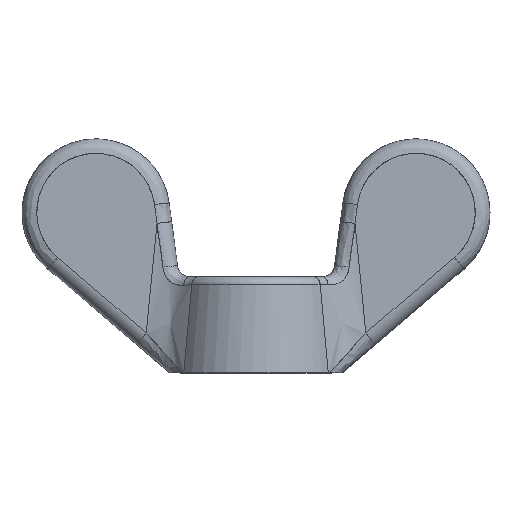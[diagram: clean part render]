
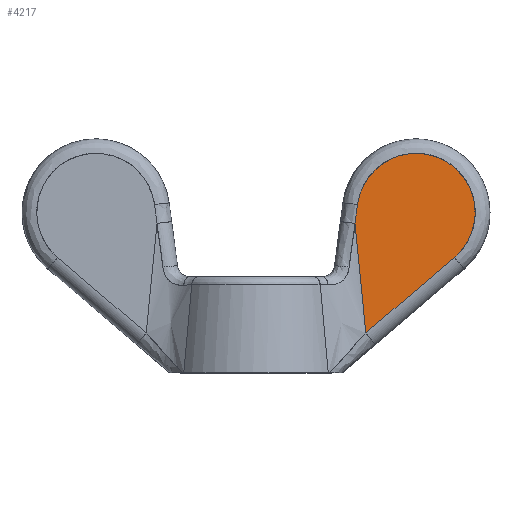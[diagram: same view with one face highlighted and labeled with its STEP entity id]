
A CAD part, top view. The second image highlights one B-rep face of the part: STEP entity #4217.
In plain terms, the highlighted free-form (B-spline) face has degree [1, 1] with [2, 2] control points.
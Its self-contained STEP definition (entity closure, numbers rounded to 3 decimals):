
#4217 = ADVANCED_FACE('',(#4218),#4372,.T.);
#4218 = FACE_BOUND('',#4219,.T.);
#4219 = EDGE_LOOP('',(#4220,#4229,#4237,#4246,#4254,#4262,#4270,#4278,
    #4286,#4294,#4302,#4310,#4318,#4326,#4334,#4342,#4350,#4358,#4366));
#4220 = ORIENTED_EDGE('',*,*,#4221,.T.);
#4221 = EDGE_CURVE('',#4222,#4224,#4226,.T.);
#4222 = VERTEX_POINT('',#4223);
#4223 = CARTESIAN_POINT('',(10.68,6.216,
    1.162));
#4224 = VERTEX_POINT('',#4225);
#4225 = CARTESIAN_POINT('',(5.908,2.147,1.269
    ));
#4226 = B_SPLINE_CURVE_WITH_KNOTS('',1,(#4227,#4228),.UNSPECIFIED.,.F.,
  .F.,(2,2),(0.,4.732),.PIECEWISE_BEZIER_KNOTS.);
#4227 = CARTESIAN_POINT('',(10.68,6.216,
    1.162));
#4228 = CARTESIAN_POINT('',(5.908,2.147,1.269
    ));
#4229 = ORIENTED_EDGE('',*,*,#4230,.T.);
#4230 = EDGE_CURVE('',#4224,#4231,#4233,.T.);
#4231 = VERTEX_POINT('',#4232);
#4232 = CARTESIAN_POINT('',(5.327,8.044,1.114
    ));
#4233 = B_SPLINE_CURVE_WITH_KNOTS('',2,(#4234,#4235,#4236),
  .UNSPECIFIED.,.F.,.F.,(3,3),(0.,1.),.PIECEWISE_BEZIER_KNOTS.);
#4234 = CARTESIAN_POINT('',(5.908,2.147,1.269
    ));
#4235 = CARTESIAN_POINT('',(5.604,5.248,1.187
    ));
#4236 = CARTESIAN_POINT('',(5.327,8.044,1.114
    ));
#4237 = ORIENTED_EDGE('',*,*,#4238,.T.);
#4238 = EDGE_CURVE('',#4231,#4239,#4241,.T.);
#4239 = VERTEX_POINT('',#4240);
#4240 = CARTESIAN_POINT('',(5.463,9.059,1.087)
  );
#4241 = B_SPLINE_CURVE_WITH_KNOTS('',3,(#4242,#4243,#4244,#4245),
  .UNSPECIFIED.,.F.,.F.,(4,4),(0.,1.),.PIECEWISE_BEZIER_KNOTS.);
#4242 = CARTESIAN_POINT('',(5.327,8.044,1.114
    ));
#4243 = CARTESIAN_POINT('',(5.372,8.383,1.105
    ));
#4244 = CARTESIAN_POINT('',(5.418,8.721,1.096
    ));
#4245 = CARTESIAN_POINT('',(5.463,9.059,1.087)
  );
#4246 = ORIENTED_EDGE('',*,*,#4247,.T.);
#4247 = EDGE_CURVE('',#4239,#4248,#4250,.T.);
#4248 = VERTEX_POINT('',#4249);
#4249 = CARTESIAN_POINT('',(5.656,9.802,1.068
    ));
#4250 = B_SPLINE_CURVE_WITH_KNOTS('',2,(#4251,#4252,#4253),
  .UNSPECIFIED.,.F.,.F.,(3,3),(0.,0.063),.PIECEWISE_BEZIER_KNOTS.);
#4251 = CARTESIAN_POINT('',(5.463,9.059,1.087
    ));
#4252 = CARTESIAN_POINT('',(5.514,9.441,1.077
    ));
#4253 = CARTESIAN_POINT('',(5.656,9.802,1.068
    ));
#4254 = ORIENTED_EDGE('',*,*,#4255,.T.);
#4255 = EDGE_CURVE('',#4248,#4256,#4258,.T.);
#4256 = VERTEX_POINT('',#4257);
#4257 = CARTESIAN_POINT('',(6.022,10.478,
    1.05));
#4258 = B_SPLINE_CURVE_WITH_KNOTS('',2,(#4259,#4260,#4261),
  .UNSPECIFIED.,.F.,.F.,(3,3),(0.063,0.125),
  .PIECEWISE_BEZIER_KNOTS.);
#4259 = CARTESIAN_POINT('',(5.656,9.802,1.068
    ));
#4260 = CARTESIAN_POINT('',(5.799,10.165,1.058
    ));
#4261 = CARTESIAN_POINT('',(6.022,10.478,
    1.05));
#4262 = ORIENTED_EDGE('',*,*,#4263,.T.);
#4263 = EDGE_CURVE('',#4256,#4264,#4266,.T.);
#4264 = VERTEX_POINT('',#4265);
#4265 = CARTESIAN_POINT('',(6.54,11.047,
    1.035));
#4266 = B_SPLINE_CURVE_WITH_KNOTS('',2,(#4267,#4268,#4269),
  .UNSPECIFIED.,.F.,.F.,(3,3),(0.125,0.188),.PIECEWISE_BEZIER_KNOTS.);
#4267 = CARTESIAN_POINT('',(6.022,10.478,
    1.05));
#4268 = CARTESIAN_POINT('',(6.245,10.793,
    1.042));
#4269 = CARTESIAN_POINT('',(6.54,11.047,
    1.035));
#4270 = ORIENTED_EDGE('',*,*,#4271,.T.);
#4271 = EDGE_CURVE('',#4264,#4272,#4274,.T.);
#4272 = VERTEX_POINT('',#4273);
#4273 = CARTESIAN_POINT('',(7.18,11.476,1.024
    ));
#4274 = B_SPLINE_CURVE_WITH_KNOTS('',2,(#4275,#4276,#4277),
  .UNSPECIFIED.,.F.,.F.,(3,3),(0.188,0.25),.PIECEWISE_BEZIER_KNOTS.);
#4275 = CARTESIAN_POINT('',(6.54,11.047,
    1.035));
#4276 = CARTESIAN_POINT('',(6.836,11.302,
    1.028));
#4277 = CARTESIAN_POINT('',(7.18,11.476,1.024
    ));
#4278 = ORIENTED_EDGE('',*,*,#4279,.T.);
#4279 = EDGE_CURVE('',#4272,#4280,#4282,.T.);
#4280 = VERTEX_POINT('',#4281);
#4281 = CARTESIAN_POINT('',(7.905,11.737,
    1.017));
#4282 = B_SPLINE_CURVE_WITH_KNOTS('',2,(#4283,#4284,#4285),
  .UNSPECIFIED.,.F.,.F.,(3,3),(0.25,0.313),.PIECEWISE_BEZIER_KNOTS.);
#4283 = CARTESIAN_POINT('',(7.18,11.476,1.024
    ));
#4284 = CARTESIAN_POINT('',(7.525,11.65,
    1.019));
#4285 = CARTESIAN_POINT('',(7.905,11.737,
    1.017));
#4286 = ORIENTED_EDGE('',*,*,#4287,.T.);
#4287 = EDGE_CURVE('',#4280,#4288,#4290,.T.);
#4288 = VERTEX_POINT('',#4289);
#4289 = CARTESIAN_POINT('',(8.671,11.818,1.015
    ));
#4290 = B_SPLINE_CURVE_WITH_KNOTS('',2,(#4291,#4292,#4293),
  .UNSPECIFIED.,.F.,.F.,(3,3),(0.313,0.375),.PIECEWISE_BEZIER_KNOTS.);
#4291 = CARTESIAN_POINT('',(7.905,11.737,
    1.017));
#4292 = CARTESIAN_POINT('',(8.286,11.825,
    1.014));
#4293 = CARTESIAN_POINT('',(8.671,11.818,1.015
    ));
#4294 = ORIENTED_EDGE('',*,*,#4295,.T.);
#4295 = EDGE_CURVE('',#4288,#4296,#4298,.T.);
#4296 = VERTEX_POINT('',#4297);
#4297 = CARTESIAN_POINT('',(9.435,11.711,
    1.017));
#4298 = B_SPLINE_CURVE_WITH_KNOTS('',2,(#4299,#4300,#4301),
  .UNSPECIFIED.,.F.,.F.,(3,3),(0.375,0.438),.PIECEWISE_BEZIER_KNOTS.);
#4299 = CARTESIAN_POINT('',(8.671,11.818,1.015
    ));
#4300 = CARTESIAN_POINT('',(9.058,11.811,
    1.015));
#4301 = CARTESIAN_POINT('',(9.435,11.711,
    1.017));
#4302 = ORIENTED_EDGE('',*,*,#4303,.T.);
#4303 = EDGE_CURVE('',#4296,#4304,#4306,.T.);
#4304 = VERTEX_POINT('',#4305);
#4305 = CARTESIAN_POINT('',(10.15,11.424,
    1.025));
#4306 = B_SPLINE_CURVE_WITH_KNOTS('',2,(#4307,#4308,#4309),
  .UNSPECIFIED.,.F.,.F.,(3,3),(0.438,0.5),.PIECEWISE_BEZIER_KNOTS.);
#4307 = CARTESIAN_POINT('',(9.435,11.711,
    1.017));
#4308 = CARTESIAN_POINT('',(9.812,11.61,
    1.02));
#4309 = CARTESIAN_POINT('',(10.15,11.424,
    1.025));
#4310 = ORIENTED_EDGE('',*,*,#4311,.T.);
#4311 = EDGE_CURVE('',#4304,#4312,#4314,.T.);
#4312 = VERTEX_POINT('',#4313);
#4313 = CARTESIAN_POINT('',(10.775,10.974,
    1.037));
#4314 = B_SPLINE_CURVE_WITH_KNOTS('',2,(#4315,#4316,#4317),
  .UNSPECIFIED.,.F.,.F.,(3,3),(0.5,0.563),.PIECEWISE_BEZIER_KNOTS.);
#4315 = CARTESIAN_POINT('',(10.15,11.424,
    1.025));
#4316 = CARTESIAN_POINT('',(10.489,11.238,
    1.03));
#4317 = CARTESIAN_POINT('',(10.775,10.974,
    1.037));
#4318 = ORIENTED_EDGE('',*,*,#4319,.T.);
#4319 = EDGE_CURVE('',#4312,#4320,#4322,.T.);
#4320 = VERTEX_POINT('',#4321);
#4321 = CARTESIAN_POINT('',(11.273,10.387,
    1.052));
#4322 = B_SPLINE_CURVE_WITH_KNOTS('',2,(#4323,#4324,#4325),
  .UNSPECIFIED.,.F.,.F.,(3,3),(0.563,0.625),.PIECEWISE_BEZIER_KNOTS.);
#4323 = CARTESIAN_POINT('',(10.775,10.974,
    1.037));
#4324 = CARTESIAN_POINT('',(11.061,10.709,
    1.044));
#4325 = CARTESIAN_POINT('',(11.273,10.387,
    1.052));
#4326 = ORIENTED_EDGE('',*,*,#4327,.T.);
#4327 = EDGE_CURVE('',#4320,#4328,#4330,.T.);
#4328 = VERTEX_POINT('',#4329);
#4329 = CARTESIAN_POINT('',(11.615,9.699,
    1.07));
#4330 = B_SPLINE_CURVE_WITH_KNOTS('',2,(#4331,#4332,#4333),
  .UNSPECIFIED.,.F.,.F.,(3,3),(0.625,0.688),.PIECEWISE_BEZIER_KNOTS.);
#4331 = CARTESIAN_POINT('',(11.273,10.387,
    1.052));
#4332 = CARTESIAN_POINT('',(11.485,10.065,
    1.061));
#4333 = CARTESIAN_POINT('',(11.615,9.699,
    1.07));
#4334 = ORIENTED_EDGE('',*,*,#4335,.T.);
#4335 = EDGE_CURVE('',#4328,#4336,#4338,.T.);
#4336 = VERTEX_POINT('',#4337);
#4337 = CARTESIAN_POINT('',(11.782,8.95,1.09
    ));
#4338 = B_SPLINE_CURVE_WITH_KNOTS('',2,(#4339,#4340,#4341),
  .UNSPECIFIED.,.F.,.F.,(3,3),(0.688,0.75),.PIECEWISE_BEZIER_KNOTS.);
#4339 = CARTESIAN_POINT('',(11.615,9.699,
    1.07));
#4340 = CARTESIAN_POINT('',(11.744,9.332,
    1.08));
#4341 = CARTESIAN_POINT('',(11.782,8.95,1.09
    ));
#4342 = ORIENTED_EDGE('',*,*,#4343,.T.);
#4343 = EDGE_CURVE('',#4336,#4344,#4346,.T.);
#4344 = VERTEX_POINT('',#4345);
#4345 = CARTESIAN_POINT('',(11.765,8.185,
    1.11));
#4346 = B_SPLINE_CURVE_WITH_KNOTS('',2,(#4347,#4348,#4349),
  .UNSPECIFIED.,.F.,.F.,(3,3),(0.75,0.813),.PIECEWISE_BEZIER_KNOTS.);
#4347 = CARTESIAN_POINT('',(11.782,8.95,1.09
    ));
#4348 = CARTESIAN_POINT('',(11.82,8.568,1.1
    ));
#4349 = CARTESIAN_POINT('',(11.765,8.185,
    1.11));
#4350 = ORIENTED_EDGE('',*,*,#4351,.T.);
#4351 = EDGE_CURVE('',#4344,#4352,#4354,.T.);
#4352 = VERTEX_POINT('',#4353);
#4353 = CARTESIAN_POINT('',(11.566,7.446,1.13
    ));
#4354 = B_SPLINE_CURVE_WITH_KNOTS('',2,(#4355,#4356,#4357),
  .UNSPECIFIED.,.F.,.F.,(3,3),(0.813,0.875),.PIECEWISE_BEZIER_KNOTS.);
#4355 = CARTESIAN_POINT('',(11.765,8.185,
    1.11));
#4356 = CARTESIAN_POINT('',(11.709,7.801,
    1.12));
#4357 = CARTESIAN_POINT('',(11.566,7.446,1.13
    ));
#4358 = ORIENTED_EDGE('',*,*,#4359,.T.);
#4359 = EDGE_CURVE('',#4352,#4360,#4362,.T.);
#4360 = VERTEX_POINT('',#4361);
#4361 = CARTESIAN_POINT('',(11.197,6.777,
    1.147));
#4362 = B_SPLINE_CURVE_WITH_KNOTS('',2,(#4363,#4364,#4365),
  .UNSPECIFIED.,.F.,.F.,(3,3),(0.875,0.938),.PIECEWISE_BEZIER_KNOTS.);
#4363 = CARTESIAN_POINT('',(11.566,7.446,1.13
    ));
#4364 = CARTESIAN_POINT('',(11.422,7.09,
    1.139));
#4365 = CARTESIAN_POINT('',(11.197,6.777,
    1.147));
#4366 = ORIENTED_EDGE('',*,*,#4367,.T.);
#4367 = EDGE_CURVE('',#4360,#4222,#4368,.T.);
#4368 = B_SPLINE_CURVE_WITH_KNOTS('',2,(#4369,#4370,#4371),
  .UNSPECIFIED.,.F.,.F.,(3,3),(0.938,1.),.PIECEWISE_BEZIER_KNOTS.);
#4369 = CARTESIAN_POINT('',(11.197,6.777,
    1.147));
#4370 = CARTESIAN_POINT('',(10.971,6.464,1.155
    ));
#4371 = CARTESIAN_POINT('',(10.68,6.216,
    1.162));
#4372 = B_SPLINE_SURFACE_WITH_KNOTS('',1,1,(
    (#4373,#4374)
    ,(#4375,#4376
    )),.UNSPECIFIED.,.F.,.F.,.F.,(2,2),(2,2),(0.,1.),(0.,1.),
  .PIECEWISE_BEZIER_KNOTS.);
#4373 = CARTESIAN_POINT('',(5.288,2.089,1.271
    ));
#4374 = CARTESIAN_POINT('',(11.84,2.089,
    1.271));
#4375 = CARTESIAN_POINT('',(5.288,11.879,1.013
    ));
#4376 = CARTESIAN_POINT('',(11.84,11.879,
    1.013));
